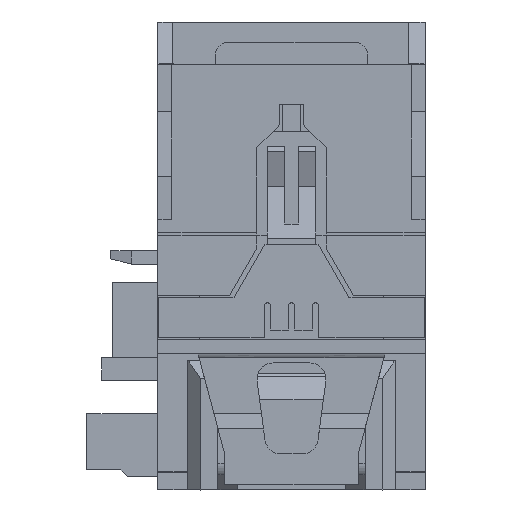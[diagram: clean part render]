
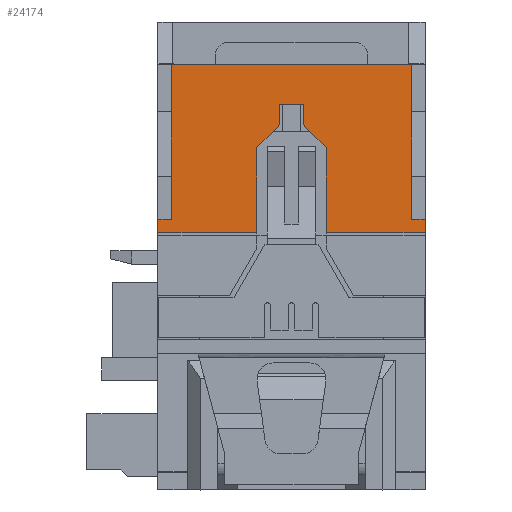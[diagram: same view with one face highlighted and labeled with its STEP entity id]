
A CAD part, front view. The second image highlights one B-rep face of the part: STEP entity #24174.
In plain terms, the highlighted planar face has unit normal (0, -1, 0).
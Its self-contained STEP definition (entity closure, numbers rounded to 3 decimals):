
#20929=FACE_OUTER_BOUND('',#29677,.T.);
#24174=ADVANCED_FACE('',(#20929),#26919,.T.);
#26919=PLANE('',#74607);
#29677=EDGE_LOOP('',(#36361,#36362,#36363,#36364,#36365,#36366,#36367,#36368,
#36369,#36370,#36371,#36372,#36373,#36374,#36375,#36376));
#36361=ORIENTED_EDGE('',*,*,#54810,.F.);
#36362=ORIENTED_EDGE('',*,*,#53910,.F.);
#36363=ORIENTED_EDGE('',*,*,#53907,.F.);
#36364=ORIENTED_EDGE('',*,*,#53900,.F.);
#36365=ORIENTED_EDGE('',*,*,#53897,.F.);
#36366=ORIENTED_EDGE('',*,*,#53894,.F.);
#36367=ORIENTED_EDGE('',*,*,#54811,.F.);
#36368=ORIENTED_EDGE('',*,*,#54812,.T.);
#36369=ORIENTED_EDGE('',*,*,#52328,.F.);
#36370=ORIENTED_EDGE('',*,*,#54813,.F.);
#36371=ORIENTED_EDGE('',*,*,#54814,.T.);
#36372=ORIENTED_EDGE('',*,*,#52937,.F.);
#36373=ORIENTED_EDGE('',*,*,#54815,.F.);
#36374=ORIENTED_EDGE('',*,*,#54816,.T.);
#36375=ORIENTED_EDGE('',*,*,#52079,.T.);
#36376=ORIENTED_EDGE('',*,*,#54809,.T.);
#47119=VERTEX_POINT('',#88766);
#47120=VERTEX_POINT('',#88768);
#47354=VERTEX_POINT('',#89341);
#47355=VERTEX_POINT('',#89343);
#47872=VERTEX_POINT('',#90976);
#47873=VERTEX_POINT('',#90978);
#48636=VERTEX_POINT('',#94301);
#48637=VERTEX_POINT('',#94303);
#48639=VERTEX_POINT('',#94309);
#48641=VERTEX_POINT('',#94315);
#48647=VERTEX_POINT('',#94329);
#48649=VERTEX_POINT('',#94335);
#49197=VERTEX_POINT('',#96337);
#49198=VERTEX_POINT('',#96342);
#49199=VERTEX_POINT('',#96345);
#49200=VERTEX_POINT('',#96348);
#52079=EDGE_CURVE('',#47120,#47119,#59518,.T.);
#52328=EDGE_CURVE('',#47354,#47355,#59735,.T.);
#52937=EDGE_CURVE('',#47872,#47873,#60252,.T.);
#53894=EDGE_CURVE('',#48636,#48637,#60997,.T.);
#53897=EDGE_CURVE('',#48637,#48639,#61000,.T.);
#53900=EDGE_CURVE('',#48639,#48641,#61003,.T.);
#53907=EDGE_CURVE('',#48641,#48647,#61010,.T.);
#53910=EDGE_CURVE('',#48647,#48649,#61013,.T.);
#54809=EDGE_CURVE('',#47119,#49197,#61818,.T.);
#54810=EDGE_CURVE('',#48649,#49197,#61819,.T.);
#54811=EDGE_CURVE('',#49198,#48636,#61820,.T.);
#54812=EDGE_CURVE('',#49198,#47355,#61821,.T.);
#54813=EDGE_CURVE('',#49199,#47354,#61822,.T.);
#54814=EDGE_CURVE('',#49199,#47873,#61823,.T.);
#54815=EDGE_CURVE('',#49200,#47872,#61824,.T.);
#54816=EDGE_CURVE('',#49200,#47120,#61825,.T.);
#59518=LINE('',#88767,#64945);
#59735=LINE('',#89342,#65162);
#60252=LINE('',#90977,#65679);
#60997=LINE('',#94302,#66424);
#61000=LINE('',#94308,#66427);
#61003=LINE('',#94314,#66430);
#61010=LINE('',#94328,#66437);
#61013=LINE('',#94334,#66440);
#61818=LINE('',#96338,#67251);
#61819=LINE('',#96340,#67252);
#61820=LINE('',#96341,#67253);
#61821=LINE('',#96343,#67254);
#61822=LINE('',#96344,#67255);
#61823=LINE('',#96346,#67256);
#61824=LINE('',#96347,#67257);
#61825=LINE('',#96349,#67258);
#64945=VECTOR('',#76832,1.);
#65162=VECTOR('',#77131,1.);
#65679=VECTOR('',#77862,1.);
#66424=VECTOR('',#79331,1.);
#66427=VECTOR('',#79336,1.);
#66430=VECTOR('',#79341,1.);
#66437=VECTOR('',#79350,1.);
#66440=VECTOR('',#79355,1.);
#67251=VECTOR('',#81018,1.);
#67252=VECTOR('',#81021,1.);
#67253=VECTOR('',#81022,1.);
#67254=VECTOR('',#81023,1.);
#67255=VECTOR('',#81024,1.);
#67256=VECTOR('',#81025,1.);
#67257=VECTOR('',#81026,1.);
#67258=VECTOR('',#81027,1.);
#74607=AXIS2_PLACEMENT_3D('',#96350,#81028,#81029);
#76832=DIRECTION('',(0.,0.,-1.));
#77131=DIRECTION('',(0.,0.,-1.));
#77862=DIRECTION('',(1.,0.,0.));
#79331=DIRECTION('',(-0.707,0.,0.707));
#79336=DIRECTION('',(0.,0.,1.));
#79341=DIRECTION('',(-1.,0.,0.));
#79350=DIRECTION('',(0.,0.,-1.));
#79355=DIRECTION('',(-0.707,0.,-0.707));
#81018=DIRECTION('',(1.,0.,0.));
#81021=DIRECTION('',(0.,0.,-1.));
#81022=DIRECTION('',(0.,0.,1.));
#81023=DIRECTION('',(1.,0.,0.));
#81024=DIRECTION('',(1.,0.,0.));
#81025=DIRECTION('',(0.,0.,1.));
#81026=DIRECTION('',(0.,0.,1.));
#81027=DIRECTION('',(-1.,0.,0.));
#81028=DIRECTION('',(0.,-1.,0.));
#81029=DIRECTION('',(0.,0.,-1.));
#88766=CARTESIAN_POINT('',(-10.25,-76.794,12.188));
#88767=CARTESIAN_POINT('',(-10.25,-76.794,24.738));
#88768=CARTESIAN_POINT('',(-10.25,-76.794,13.188));
#89341=CARTESIAN_POINT('',(9.75,-76.794,13.188));
#89342=CARTESIAN_POINT('',(9.75,-76.794,24.738));
#89343=CARTESIAN_POINT('',(9.75,-76.794,12.188));
#90976=CARTESIAN_POINT('',(-9.233,-76.794,24.738));
#90977=CARTESIAN_POINT('',(-7.75,-76.794,24.738));
#90978=CARTESIAN_POINT('',(8.733,-76.794,24.738));
#94301=CARTESIAN_POINT('',(2.35,-76.794,18.538));
#94302=CARTESIAN_POINT('',(2.35,-76.794,18.538));
#94303=CARTESIAN_POINT('',(0.65,-76.794,20.238));
#94308=CARTESIAN_POINT('',(0.65,-76.794,20.238));
#94309=CARTESIAN_POINT('',(0.65,-76.794,21.738));
#94314=CARTESIAN_POINT('',(0.65,-76.794,21.738));
#94315=CARTESIAN_POINT('',(-1.15,-76.794,21.738));
#94328=CARTESIAN_POINT('',(-1.15,-76.794,21.738));
#94329=CARTESIAN_POINT('',(-1.15,-76.794,20.238));
#94334=CARTESIAN_POINT('',(-1.15,-76.794,20.238));
#94335=CARTESIAN_POINT('',(-2.85,-76.794,18.538));
#96337=CARTESIAN_POINT('',(-2.85,-76.794,12.188));
#96338=CARTESIAN_POINT('',(-7.75,-76.794,12.188));
#96340=CARTESIAN_POINT('',(-2.85,-76.794,18.538));
#96341=CARTESIAN_POINT('',(2.35,-76.794,11.988));
#96342=CARTESIAN_POINT('',(2.35,-76.794,12.188));
#96343=CARTESIAN_POINT('',(-7.75,-76.794,12.188));
#96344=CARTESIAN_POINT('',(6.233,-76.794,13.188));
#96345=CARTESIAN_POINT('',(8.733,-76.794,13.188));
#96346=CARTESIAN_POINT('',(8.733,-76.794,13.188));
#96347=CARTESIAN_POINT('',(-9.233,-76.794,13.188));
#96348=CARTESIAN_POINT('',(-9.233,-76.794,13.188));
#96349=CARTESIAN_POINT('',(-6.733,-76.794,13.188));
#96350=CARTESIAN_POINT('',(-7.75,-76.794,24.738));
